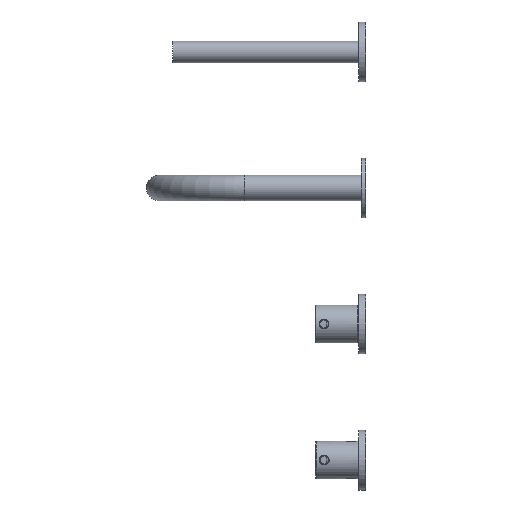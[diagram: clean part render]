
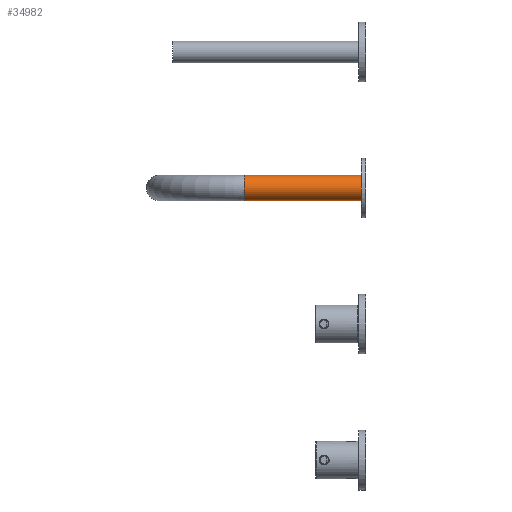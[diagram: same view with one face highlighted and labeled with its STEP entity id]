
A CAD part, left-side view. The second image highlights one B-rep face of the part: STEP entity #34982.
In plain terms, the highlighted cylindrical face has radius 14 mm (diameter 28 mm), a full revolution.
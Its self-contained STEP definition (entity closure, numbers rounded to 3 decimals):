
#422 = VERTEX_POINT ( 'NONE', #24729 ) ;
#6116 = CARTESIAN_POINT ( 'NONE',  ( 0., 129.4, 300. ) ) ;
#9504 = EDGE_LOOP ( 'NONE', ( #43461 ) ) ;
#11961 = DIRECTION ( 'NONE',  ( 0., -1., 0. ) ) ;
#12781 = FACE_OUTER_BOUND ( 'NONE', #9504, .T. ) ;
#13589 = CIRCLE ( 'NONE', #51155, 14. ) ;
#14146 = EDGE_CURVE ( 'NONE', #422, #422, #13589, .T. ) ;
#17626 = CIRCLE ( 'NONE', #22011, 14. ) ;
#18593 = VERTEX_POINT ( 'NONE', #47888 ) ;
#19884 = FACE_OUTER_BOUND ( 'NONE', #53705, .T. ) ;
#20753 = DIRECTION ( 'NONE',  ( 0., -1., 0. ) ) ;
#22011 = AXIS2_PLACEMENT_3D ( 'NONE', #6116, #43325, #33818 ) ;
#24537 = CYLINDRICAL_SURFACE ( 'NONE', #37512, 14. ) ;
#24729 = CARTESIAN_POINT ( 'NONE',  ( 0., -4.6, 286. ) ) ;
#24862 = CARTESIAN_POINT ( 'NONE',  ( 0., -4.6, 300. ) ) ;
#33818 = DIRECTION ( 'NONE',  ( 0., 0., 1. ) ) ;
#34982 = ADVANCED_FACE ( 'NONE', ( #12781, #19884 ), #24537, .T. ) ;
#37512 = AXIS2_PLACEMENT_3D ( 'NONE', #49453, #11961, #54078 ) ;
#39444 = ORIENTED_EDGE ( 'NONE', *, *, #14146, .F. ) ;
#43325 = DIRECTION ( 'NONE',  ( 0., 1., 0. ) ) ;
#43461 = ORIENTED_EDGE ( 'NONE', *, *, #52377, .F. ) ;
#45687 = DIRECTION ( 'NONE',  ( 0., 0., -1. ) ) ;
#47888 = CARTESIAN_POINT ( 'NONE',  ( 0., 129.4, 314. ) ) ;
#49453 = CARTESIAN_POINT ( 'NONE',  ( 0., 129.4, 300. ) ) ;
#51155 = AXIS2_PLACEMENT_3D ( 'NONE', #24862, #20753, #45687 ) ;
#52377 = EDGE_CURVE ( 'NONE', #18593, #18593, #17626, .T. ) ;
#53705 = EDGE_LOOP ( 'NONE', ( #39444 ) ) ;
#54078 = DIRECTION ( 'NONE',  ( 0., 0., -1. ) ) ;
